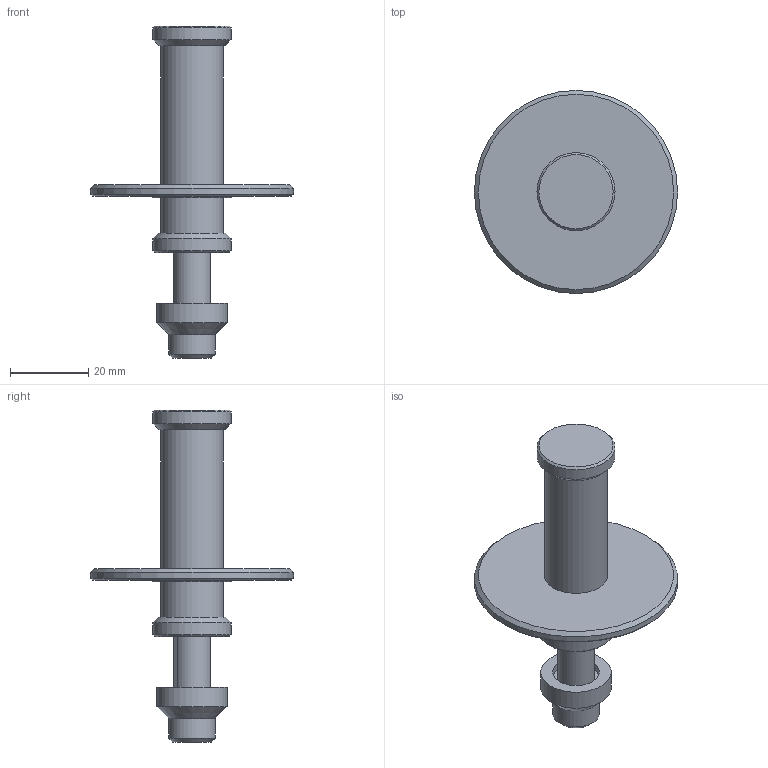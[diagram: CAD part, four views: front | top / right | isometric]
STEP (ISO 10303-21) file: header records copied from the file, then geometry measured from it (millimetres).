
FILE_DESCRIPTION(/* description */ (''),/* implementation_level */ '2;1');
FILE_NAME(/* name */ 'Thermal Printer Spring.step',/* time_stamp */ '2025-08-23T07:52:18+02:00',/* author */ (''),/* organization */ (''),/* preprocessor_version */ 'ST-DEVELOPER v20.1',/* originating_system */ 'Autodesk Translation Framework v14.10.0.0',/* authorisation */ '');
FILE_SCHEMA (('AUTOMOTIVE_DESIGN { 1 0 10303 214 3 1 1 }'));
Length unit declared in the file: millimetre
Products named in the file (1): Thermal Printer Spring
Bounding box: 52 x 52 x 85 mm (x, y, z)
Volume: 15947.1 mm3; surface area: 18455.1 mm2
Topology: 8 solids, 8 shells, 110 faces, 226 edges, 141 vertices
Faces by surface type: plane 58, cylinder 31, cone 20, bspline 1
Full cylindrical faces by diameter (mm): 7 x1, 10.5 x1, 12 x4, 13.5 x1, 16 x1, 18 x1, 20 x2, 52 x1
Entity records: 6395 total; most frequent: CARTESIAN_POINT 3922, DIRECTION 532, ORIENTED_EDGE 452, EDGE_CURVE 226, AXIS2_PLACEMENT_3D 199, VERTEX_POINT 141, LINE 134, VECTOR 134
